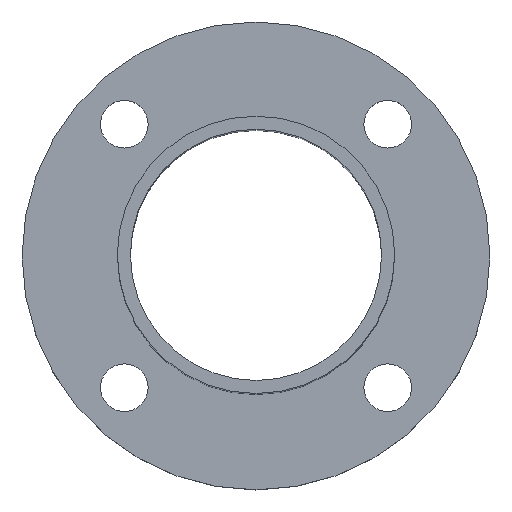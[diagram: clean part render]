
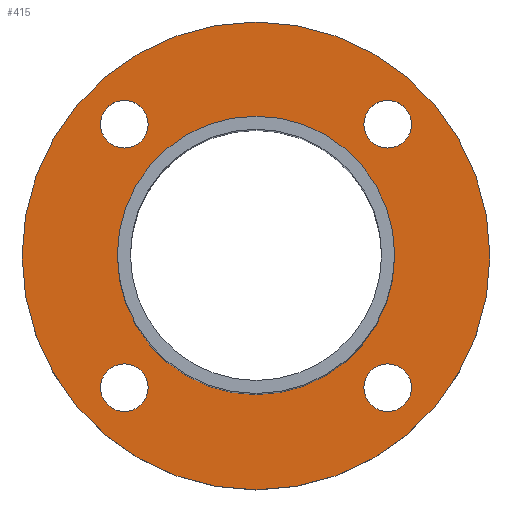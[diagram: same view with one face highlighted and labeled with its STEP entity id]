
A CAD part, top view. The second image highlights one B-rep face of the part: STEP entity #415.
In plain terms, the highlighted planar face has unit normal (0, 0, 1).
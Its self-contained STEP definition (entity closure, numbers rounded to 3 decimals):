
#5 = AXIS2_PLACEMENT_3D ( 'NONE', #631, #832, #339 ) ;
#15 = FACE_BOUND ( 'NONE', #521, .T. ) ;
#26 = ORIENTED_EDGE ( 'NONE', *, *, #730, .F. ) ;
#41 = DIRECTION ( 'NONE',  ( 1., 0., 0. ) ) ;
#42 = EDGE_CURVE ( 'NONE', #569, #755, #540, .T. ) ;
#73 = CARTESIAN_POINT ( 'NONE',  ( 0., 0., -32. ) ) ;
#91 = AXIS2_PLACEMENT_3D ( 'NONE', #611, #886, #191 ) ;
#104 = FACE_BOUND ( 'NONE', #346, .T. ) ;
#106 = VERTEX_POINT ( 'NONE', #168 ) ;
#113 = CIRCLE ( 'NONE', #584, 2.75 ) ;
#118 = CARTESIAN_POINT ( 'NONE',  ( 27., 0., -32. ) ) ;
#131 = EDGE_LOOP ( 'NONE', ( #794, #788 ) ) ;
#138 = CARTESIAN_POINT ( 'NONE',  ( -12.453, -15.203, -32. ) ) ;
#168 = CARTESIAN_POINT ( 'NONE',  ( -17.953, -15.203, -32. ) ) ;
#169 = PLANE ( 'NONE',  #463 ) ;
#174 = CARTESIAN_POINT ( 'NONE',  ( -27., 0., -32. ) ) ;
#178 = VERTEX_POINT ( 'NONE', #174 ) ;
#191 = DIRECTION ( 'NONE',  ( 1., 0., 0. ) ) ;
#202 = VERTEX_POINT ( 'NONE', #391 ) ;
#208 = ORIENTED_EDGE ( 'NONE', *, *, #776, .F. ) ;
#215 = VERTEX_POINT ( 'NONE', #118 ) ;
#224 = CARTESIAN_POINT ( 'NONE',  ( 15.203, -15.203, -32. ) ) ;
#231 = VERTEX_POINT ( 'NONE', #808 ) ;
#244 = CARTESIAN_POINT ( 'NONE',  ( -17.953, 15.203, -32. ) ) ;
#250 = CARTESIAN_POINT ( 'NONE',  ( 0., 0., -32. ) ) ;
#273 = CARTESIAN_POINT ( 'NONE',  ( -15.203, 15.203, -32. ) ) ;
#274 = DIRECTION ( 'NONE',  ( 1., 0., 0. ) ) ;
#280 = AXIS2_PLACEMENT_3D ( 'NONE', #525, #774, #429 ) ;
#293 = AXIS2_PLACEMENT_3D ( 'NONE', #353, #644, #274 ) ;
#297 = ORIENTED_EDGE ( 'NONE', *, *, #539, .F. ) ;
#298 = EDGE_CURVE ( 'NONE', #178, #215, #384, .T. ) ;
#306 = DIRECTION ( 'NONE',  ( 1., 0., 0. ) ) ;
#314 = ORIENTED_EDGE ( 'NONE', *, *, #830, .T. ) ;
#317 = DIRECTION ( 'NONE',  ( 0., 0., 1. ) ) ;
#339 = DIRECTION ( 'NONE',  ( 1., 0., 0. ) ) ;
#340 = CIRCLE ( 'NONE', #461, 16. ) ;
#342 = DIRECTION ( 'NONE',  ( 0., 0., 1. ) ) ;
#346 = EDGE_LOOP ( 'NONE', ( #26, #297 ) ) ;
#349 = ORIENTED_EDGE ( 'NONE', *, *, #394, .F. ) ;
#353 = CARTESIAN_POINT ( 'NONE',  ( -15.203, -15.203, -32. ) ) ;
#369 = FACE_BOUND ( 'NONE', #452, .T. ) ;
#372 = ORIENTED_EDGE ( 'NONE', *, *, #42, .F. ) ;
#376 = DIRECTION ( 'NONE',  ( 1., 0., 0. ) ) ;
#380 = FACE_BOUND ( 'NONE', #560, .T. ) ;
#384 = CIRCLE ( 'NONE', #91, 27. ) ;
#391 = CARTESIAN_POINT ( 'NONE',  ( 12.453, -15.203, -32. ) ) ;
#394 = EDGE_CURVE ( 'NONE', #635, #202, #683, .T. ) ;
#408 = DIRECTION ( 'NONE',  ( 1., 0., 0. ) ) ;
#415 = ADVANCED_FACE ( 'NONE', ( #15, #369, #380, #592, #104, #588 ), #169, .T. ) ;
#429 = DIRECTION ( 'NONE',  ( 1., 0., 0. ) ) ;
#433 = CARTESIAN_POINT ( 'NONE',  ( 0., 0., -32. ) ) ;
#435 = DIRECTION ( 'NONE',  ( 1., 0., 0. ) ) ;
#448 = EDGE_CURVE ( 'NONE', #587, #106, #903, .T. ) ;
#452 = EDGE_LOOP ( 'NONE', ( #834, #515 ) ) ;
#461 = AXIS2_PLACEMENT_3D ( 'NONE', #73, #845, #647 ) ;
#462 = EDGE_CURVE ( 'NONE', #231, #906, #616, .T. ) ;
#463 = AXIS2_PLACEMENT_3D ( 'NONE', #518, #863, #574 ) ;
#465 = DIRECTION ( 'NONE',  ( 1., 0., 0. ) ) ;
#479 = CIRCLE ( 'NONE', #736, 2.75 ) ;
#491 = CARTESIAN_POINT ( 'NONE',  ( -12.453, 15.203, -32. ) ) ;
#515 = ORIENTED_EDGE ( 'NONE', *, *, #448, .F. ) ;
#518 = CARTESIAN_POINT ( 'NONE',  ( 0., 0., -32. ) ) ;
#521 = EDGE_LOOP ( 'NONE', ( #581, #372 ) ) ;
#525 = CARTESIAN_POINT ( 'NONE',  ( -15.203, -15.203, -32. ) ) ;
#537 = DIRECTION ( 'NONE',  ( 0., 0., 1. ) ) ;
#539 = EDGE_CURVE ( 'NONE', #590, #763, #340, .T. ) ;
#540 = CIRCLE ( 'NONE', #812, 2.75 ) ;
#544 = CIRCLE ( 'NONE', #645, 2.75 ) ;
#558 = EDGE_CURVE ( 'NONE', #106, #587, #890, .T. ) ;
#560 = EDGE_LOOP ( 'NONE', ( #208, #349 ) ) ;
#569 = VERTEX_POINT ( 'NONE', #491 ) ;
#574 = DIRECTION ( 'NONE',  ( 1., 0., 0. ) ) ;
#575 = CARTESIAN_POINT ( 'NONE',  ( 17.953, -15.203, -32. ) ) ;
#581 = ORIENTED_EDGE ( 'NONE', *, *, #767, .F. ) ;
#583 = CIRCLE ( 'NONE', #831, 27. ) ;
#584 = AXIS2_PLACEMENT_3D ( 'NONE', #655, #857, #306 ) ;
#587 = VERTEX_POINT ( 'NONE', #138 ) ;
#588 = FACE_OUTER_BOUND ( 'NONE', #879, .T. ) ;
#590 = VERTEX_POINT ( 'NONE', #649 ) ;
#592 = FACE_BOUND ( 'NONE', #131, .T. ) ;
#598 = AXIS2_PLACEMENT_3D ( 'NONE', #433, #712, #376 ) ;
#611 = CARTESIAN_POINT ( 'NONE',  ( 0., 0., -32. ) ) ;
#616 = CIRCLE ( 'NONE', #5, 2.75 ) ;
#629 = CIRCLE ( 'NONE', #598, 16. ) ;
#630 = EDGE_CURVE ( 'NONE', #906, #231, #113, .T. ) ;
#631 = CARTESIAN_POINT ( 'NONE',  ( 15.203, 15.203, -32. ) ) ;
#635 = VERTEX_POINT ( 'NONE', #575 ) ;
#642 = AXIS2_PLACEMENT_3D ( 'NONE', #224, #854, #435 ) ;
#644 = DIRECTION ( 'NONE',  ( 0., 0., 1. ) ) ;
#645 = AXIS2_PLACEMENT_3D ( 'NONE', #820, #317, #465 ) ;
#647 = DIRECTION ( 'NONE',  ( 1., 0., 0. ) ) ;
#649 = CARTESIAN_POINT ( 'NONE',  ( -16., 0., -32. ) ) ;
#655 = CARTESIAN_POINT ( 'NONE',  ( 15.203, 15.203, -32. ) ) ;
#673 = DIRECTION ( 'NONE',  ( 0., 0., 1. ) ) ;
#683 = CIRCLE ( 'NONE', #642, 2.75 ) ;
#712 = DIRECTION ( 'NONE',  ( 0., 0., 1. ) ) ;
#730 = EDGE_CURVE ( 'NONE', #763, #590, #629, .T. ) ;
#736 = AXIS2_PLACEMENT_3D ( 'NONE', #738, #673, #41 ) ;
#738 = CARTESIAN_POINT ( 'NONE',  ( 15.203, -15.203, -32. ) ) ;
#755 = VERTEX_POINT ( 'NONE', #244 ) ;
#763 = VERTEX_POINT ( 'NONE', #882 ) ;
#767 = EDGE_CURVE ( 'NONE', #755, #569, #544, .T. ) ;
#769 = ORIENTED_EDGE ( 'NONE', *, *, #298, .T. ) ;
#774 = DIRECTION ( 'NONE',  ( 0., 0., 1. ) ) ;
#776 = EDGE_CURVE ( 'NONE', #202, #635, #479, .T. ) ;
#788 = ORIENTED_EDGE ( 'NONE', *, *, #630, .F. ) ;
#794 = ORIENTED_EDGE ( 'NONE', *, *, #462, .F. ) ;
#808 = CARTESIAN_POINT ( 'NONE',  ( 12.453, 15.203, -32. ) ) ;
#812 = AXIS2_PLACEMENT_3D ( 'NONE', #273, #342, #408 ) ;
#820 = CARTESIAN_POINT ( 'NONE',  ( -15.203, 15.203, -32. ) ) ;
#821 = DIRECTION ( 'NONE',  ( 1., 0., 0. ) ) ;
#830 = EDGE_CURVE ( 'NONE', #215, #178, #583, .T. ) ;
#831 = AXIS2_PLACEMENT_3D ( 'NONE', #250, #537, #821 ) ;
#832 = DIRECTION ( 'NONE',  ( 0., 0., 1. ) ) ;
#834 = ORIENTED_EDGE ( 'NONE', *, *, #558, .F. ) ;
#845 = DIRECTION ( 'NONE',  ( 0., 0., 1. ) ) ;
#854 = DIRECTION ( 'NONE',  ( 0., 0., 1. ) ) ;
#857 = DIRECTION ( 'NONE',  ( 0., 0., 1. ) ) ;
#863 = DIRECTION ( 'NONE',  ( 0., 0., 1. ) ) ;
#879 = EDGE_LOOP ( 'NONE', ( #769, #314 ) ) ;
#882 = CARTESIAN_POINT ( 'NONE',  ( 16., 0., -32. ) ) ;
#886 = DIRECTION ( 'NONE',  ( 0., 0., 1. ) ) ;
#890 = CIRCLE ( 'NONE', #293, 2.75 ) ;
#897 = CARTESIAN_POINT ( 'NONE',  ( 17.953, 15.203, -32. ) ) ;
#903 = CIRCLE ( 'NONE', #280, 2.75 ) ;
#906 = VERTEX_POINT ( 'NONE', #897 ) ;
